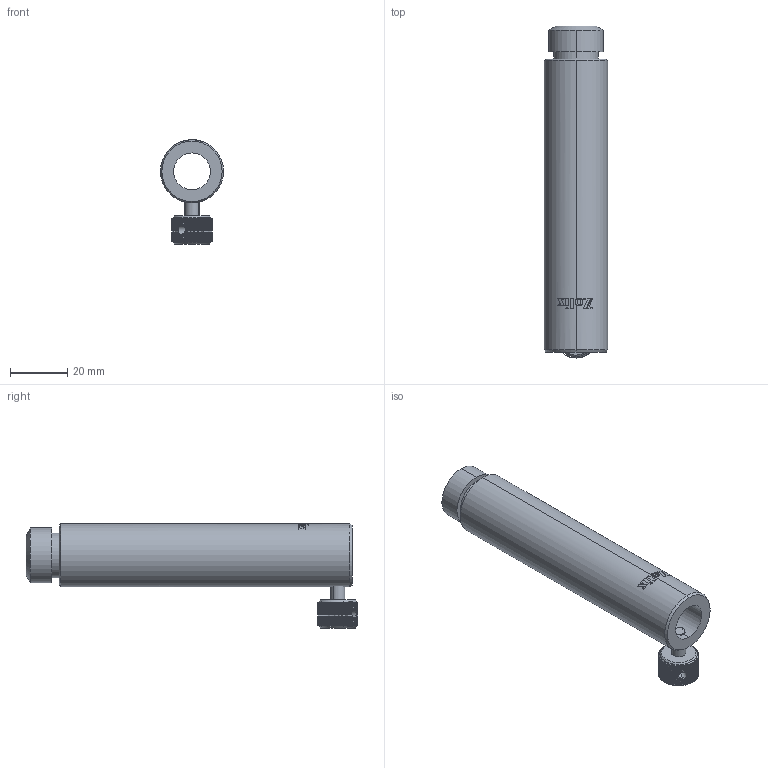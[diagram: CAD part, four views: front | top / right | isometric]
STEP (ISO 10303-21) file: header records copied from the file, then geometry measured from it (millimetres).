
FILE_DESCRIPTION (( 'STEP AP203' ), '1' );
FILE_NAME ('PEH12.7-102.STEP', '2022-07-20T06:48:07', ( '' ), ( '' ), 'SwSTEP 2.0', 'SolidWorks 2021', '' );
FILE_SCHEMA (( 'CONFIG_CONTROL_DESIGN' ));
Length unit declared in the file: millimetre
Products named in the file (1): PEH12.7-102
Bounding box: 22 x 115.5 x 36.41 mm (x, y, z)
Surface area: 14386.4 mm2 (no closed solid volume)
Topology: 0 solids, 7 shells, 356 faces, 1290 edges, 940 vertices
Faces by surface type: plane 213, cylinder 127, cone 10, bspline 6
Entity records: 14586 total; most frequent: CARTESIAN_POINT 4806, ORIENTED_EDGE 2302, DIRECTION 1531, EDGE_CURVE 1290, VERTEX_POINT 940, B_SPLINE_CURVE_WITH_KNOTS 649, AXIS2_PLACEMENT_3D 591, EDGE_LOOP 370
